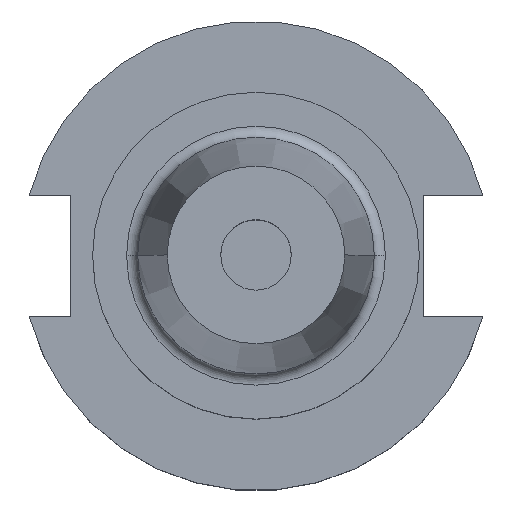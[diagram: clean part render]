
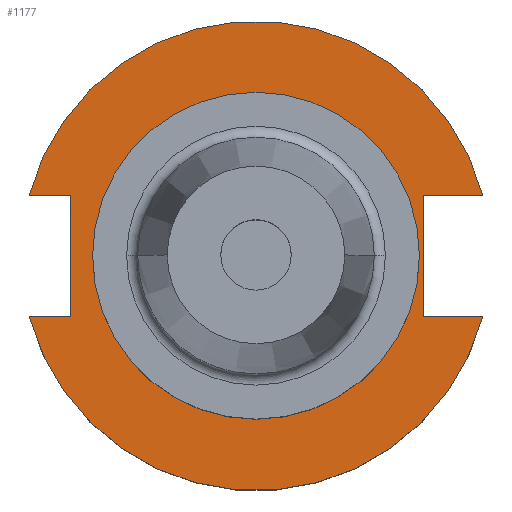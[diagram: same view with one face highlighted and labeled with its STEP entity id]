
A CAD part, top view. The second image highlights one B-rep face of the part: STEP entity #1177.
In plain terms, the highlighted planar face has unit normal (0, 0, 1).
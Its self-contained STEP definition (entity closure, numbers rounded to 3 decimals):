
#11 = CARTESIAN_POINT ( 'NONE',  ( 22.606, 8.191, 19.05 ) ) ;
#31 = CARTESIAN_POINT ( 'NONE',  ( 0., 0., 19.05 ) ) ;
#37 = VERTEX_POINT ( 'NONE', #11 ) ;
#38 = DIRECTION ( 'NONE',  ( 0., 0., 1. ) ) ;
#55 = DIRECTION ( 'NONE',  ( 1., 0., 0. ) ) ;
#132 = ORIENTED_EDGE ( 'NONE', *, *, #1055, .T. ) ;
#152 = ORIENTED_EDGE ( 'NONE', *, *, #447, .F. ) ;
#174 = CARTESIAN_POINT ( 'NONE',  ( -25.091, 8.191, 19.05 ) ) ;
#188 = VERTEX_POINT ( 'NONE', #1591 ) ;
#206 = CARTESIAN_POINT ( 'NONE',  ( 22.606, -8.191, 19.05 ) ) ;
#231 = AXIS2_PLACEMENT_3D ( 'NONE', #31, #38, #55 ) ;
#244 = VECTOR ( 'NONE', #588, 1000. ) ;
#261 = VERTEX_POINT ( 'NONE', #272 ) ;
#272 = CARTESIAN_POINT ( 'NONE',  ( 30.675, 8.191, 19.05 ) ) ;
#333 = EDGE_LOOP ( 'NONE', ( #1139, #390, #132, #1370, #1127, #152, #1526, #589 ) ) ;
#388 = CIRCLE ( 'NONE', #1382, 22.1 ) ;
#390 = ORIENTED_EDGE ( 'NONE', *, *, #494, .F. ) ;
#397 = CARTESIAN_POINT ( 'NONE',  ( 22.1, 0., 19.05 ) ) ;
#444 = DIRECTION ( 'NONE',  ( -1., 0., 0. ) ) ;
#447 = EDGE_CURVE ( 'NONE', #261, #37, #1363, .T. ) ;
#466 = FACE_OUTER_BOUND ( 'NONE', #333, .T. ) ;
#475 = CARTESIAN_POINT ( 'NONE',  ( -30.675, 8.191, 19.05 ) ) ;
#494 = EDGE_CURVE ( 'NONE', #935, #188, #1572, .T. ) ;
#508 = VECTOR ( 'NONE', #600, 1000. ) ;
#556 = CARTESIAN_POINT ( 'NONE',  ( 0., 0., 19.05 ) ) ;
#571 = CARTESIAN_POINT ( 'NONE',  ( 0., 8.191, 19.05 ) ) ;
#576 = DIRECTION ( 'NONE',  ( 0., -1., 0. ) ) ;
#586 = CARTESIAN_POINT ( 'NONE',  ( -61.091, 8.191, 19.05 ) ) ;
#588 = DIRECTION ( 'NONE',  ( 1., 0., 0. ) ) ;
#589 = ORIENTED_EDGE ( 'NONE', *, *, #893, .T. ) ;
#597 = LINE ( 'NONE', #586, #508 ) ;
#600 = DIRECTION ( 'NONE',  ( 1., 0., 0. ) ) ;
#640 = EDGE_CURVE ( 'NONE', #261, #1164, #1677, .T. ) ;
#652 = EDGE_CURVE ( 'NONE', #1614, #1027, #1017, .T. ) ;
#666 = DIRECTION ( 'NONE',  ( 0., 0., 1. ) ) ;
#672 = LINE ( 'NONE', #689, #1305 ) ;
#689 = CARTESIAN_POINT ( 'NONE',  ( -25.091, 8.191, 19.05 ) ) ;
#695 = EDGE_CURVE ( 'NONE', #1614, #37, #1428, .T. ) ;
#713 = CARTESIAN_POINT ( 'NONE',  ( 0., 22.1, 19.05 ) ) ;
#721 = DIRECTION ( 'NONE',  ( 1., 0., 0. ) ) ;
#772 = EDGE_CURVE ( 'NONE', #844, #941, #1219, .T. ) ;
#801 = EDGE_CURVE ( 'NONE', #941, #844, #388, .T. ) ;
#809 = CARTESIAN_POINT ( 'NONE',  ( -30.675, -8.191, 19.05 ) ) ;
#844 = VERTEX_POINT ( 'NONE', #1196 ) ;
#853 = EDGE_CURVE ( 'NONE', #866, #188, #672, .T. ) ;
#854 = DIRECTION ( 'NONE',  ( 0., 1., 0. ) ) ;
#866 = VERTEX_POINT ( 'NONE', #174 ) ;
#893 = EDGE_CURVE ( 'NONE', #1164, #866, #597, .T. ) ;
#909 = DIRECTION ( 'NONE',  ( 1., 0., 0. ) ) ;
#923 = DIRECTION ( 'NONE',  ( 0., 0., 1. ) ) ;
#935 = VERTEX_POINT ( 'NONE', #809 ) ;
#941 = VERTEX_POINT ( 'NONE', #397 ) ;
#968 = PLANE ( 'NONE',  #1265 ) ;
#993 = DIRECTION ( 'NONE',  ( 0., 0., -1. ) ) ;
#995 = DIRECTION ( 'NONE',  ( 1., 0., 0. ) ) ;
#997 = DIRECTION ( 'NONE',  ( -1., 0., 0. ) ) ;
#1017 = LINE ( 'NONE', #1579, #244 ) ;
#1027 = VERTEX_POINT ( 'NONE', #1520 ) ;
#1030 = VECTOR ( 'NONE', #444, 1000. ) ;
#1055 = EDGE_CURVE ( 'NONE', #935, #1027, #1431, .T. ) ;
#1107 = CARTESIAN_POINT ( 'NONE',  ( -61.091, -8.191, 19.05 ) ) ;
#1125 = FACE_BOUND ( 'NONE', #1603, .T. ) ;
#1127 = ORIENTED_EDGE ( 'NONE', *, *, #695, .T. ) ;
#1139 = ORIENTED_EDGE ( 'NONE', *, *, #853, .T. ) ;
#1145 = ORIENTED_EDGE ( 'NONE', *, *, #772, .F. ) ;
#1164 = VERTEX_POINT ( 'NONE', #475 ) ;
#1165 = CARTESIAN_POINT ( 'NONE',  ( 22.606, 22.1, 19.05 ) ) ;
#1177 = ADVANCED_FACE ( 'NONE', ( #1125, #466 ), #968, .F. ) ;
#1196 = CARTESIAN_POINT ( 'NONE',  ( -22.1, 0., 19.05 ) ) ;
#1219 = CIRCLE ( 'NONE', #1393, 22.1 ) ;
#1246 = VECTOR ( 'NONE', #995, 1000. ) ;
#1265 = AXIS2_PLACEMENT_3D ( 'NONE', #713, #993, #997 ) ;
#1305 = VECTOR ( 'NONE', #576, 1000. ) ;
#1363 = LINE ( 'NONE', #571, #1030 ) ;
#1370 = ORIENTED_EDGE ( 'NONE', *, *, #652, .F. ) ;
#1382 = AXIS2_PLACEMENT_3D ( 'NONE', #1584, #1564, #1545 ) ;
#1393 = AXIS2_PLACEMENT_3D ( 'NONE', #1536, #923, #909 ) ;
#1395 = VECTOR ( 'NONE', #854, 1000. ) ;
#1428 = LINE ( 'NONE', #1165, #1395 ) ;
#1430 = ORIENTED_EDGE ( 'NONE', *, *, #801, .F. ) ;
#1431 = CIRCLE ( 'NONE', #231, 31.75 ) ;
#1514 = AXIS2_PLACEMENT_3D ( 'NONE', #556, #666, #721 ) ;
#1520 = CARTESIAN_POINT ( 'NONE',  ( 30.675, -8.191, 19.05 ) ) ;
#1526 = ORIENTED_EDGE ( 'NONE', *, *, #640, .T. ) ;
#1536 = CARTESIAN_POINT ( 'NONE',  ( 0., 0., 19.05 ) ) ;
#1545 = DIRECTION ( 'NONE',  ( 1., 0., 0. ) ) ;
#1564 = DIRECTION ( 'NONE',  ( 0., 0., 1. ) ) ;
#1572 = LINE ( 'NONE', #1107, #1246 ) ;
#1579 = CARTESIAN_POINT ( 'NONE',  ( 0., -8.191, 19.05 ) ) ;
#1584 = CARTESIAN_POINT ( 'NONE',  ( 0., 0., 19.05 ) ) ;
#1591 = CARTESIAN_POINT ( 'NONE',  ( -25.091, -8.191, 19.05 ) ) ;
#1603 = EDGE_LOOP ( 'NONE', ( #1430, #1145 ) ) ;
#1614 = VERTEX_POINT ( 'NONE', #206 ) ;
#1677 = CIRCLE ( 'NONE', #1514, 31.75 ) ;
